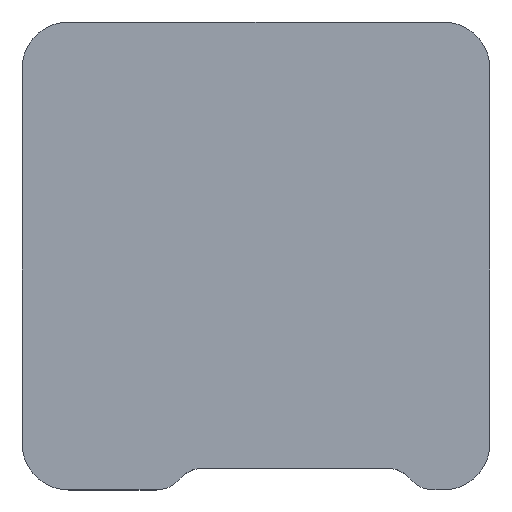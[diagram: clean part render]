
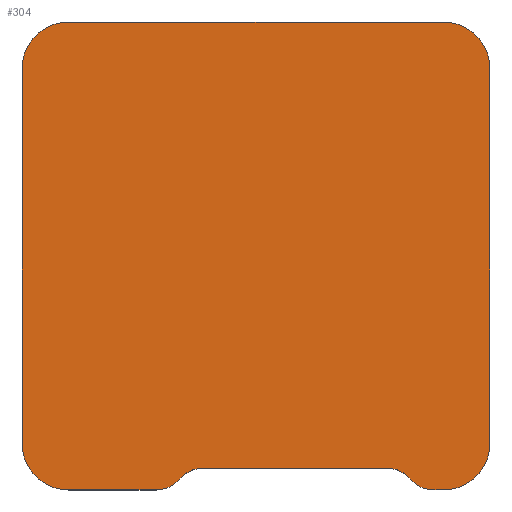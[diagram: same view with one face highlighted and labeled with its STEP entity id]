
A CAD part, top view. The second image highlights one B-rep face of the part: STEP entity #304.
In plain terms, the highlighted planar face has unit normal (0, 0, 1).
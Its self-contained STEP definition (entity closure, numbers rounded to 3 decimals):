
#26=PLANE('',#351);
#42=FACE_OUTER_BOUND('',#58,.T.);
#58=EDGE_LOOP('',(#267,#268,#269,#270,#271,#272,#273,#274,#275,#276,#277,
#278,#279,#280));
#63=LINE('',#471,#89);
#69=LINE('',#486,#95);
#72=LINE('',#501,#98);
#77=LINE('',#519,#103);
#82=LINE('',#531,#108);
#84=LINE('',#535,#110);
#89=VECTOR('',#375,10.);
#95=VECTOR('',#389,10.);
#98=VECTOR('',#406,10.);
#103=VECTOR('',#425,10.);
#108=VECTOR('',#438,10.);
#110=VECTOR('',#444,10.);
#111=CIRCLE('',#321,3.);
#113=CIRCLE('',#324,3.);
#115=CIRCLE('',#328,3.);
#118=CIRCLE('',#333,2.);
#119=CIRCLE('',#335,2.);
#122=CIRCLE('',#340,2.);
#123=CIRCLE('',#342,2.);
#125=CIRCLE('',#346,3.);
#127=VERTEX_POINT('',#452);
#128=VERTEX_POINT('',#453);
#131=VERTEX_POINT('',#461);
#132=VERTEX_POINT('',#462);
#135=VERTEX_POINT('',#470);
#137=VERTEX_POINT('',#476);
#140=VERTEX_POINT('',#483);
#142=VERTEX_POINT('',#489);
#143=VERTEX_POINT('',#494);
#145=VERTEX_POINT('',#500);
#148=VERTEX_POINT('',#508);
#149=VERTEX_POINT('',#512);
#151=VERTEX_POINT('',#518);
#153=VERTEX_POINT('',#524);
#155=EDGE_CURVE('',#127,#128,#111,.T.);
#159=EDGE_CURVE('',#131,#132,#113,.T.);
#163=EDGE_CURVE('',#135,#132,#63,.T.);
#166=EDGE_CURVE('',#135,#137,#115,.T.);
#171=EDGE_CURVE('',#140,#137,#69,.T.);
#174=EDGE_CURVE('',#140,#142,#118,.T.);
#175=EDGE_CURVE('',#142,#143,#119,.T.);
#178=EDGE_CURVE('',#145,#143,#72,.T.);
#182=EDGE_CURVE('',#145,#148,#122,.T.);
#184=EDGE_CURVE('',#148,#149,#123,.T.);
#187=EDGE_CURVE('',#151,#149,#77,.T.);
#190=EDGE_CURVE('',#151,#153,#125,.T.);
#194=EDGE_CURVE('',#127,#153,#82,.T.);
#196=EDGE_CURVE('',#131,#128,#84,.T.);
#267=ORIENTED_EDGE('',*,*,#155,.F.);
#268=ORIENTED_EDGE('',*,*,#194,.T.);
#269=ORIENTED_EDGE('',*,*,#190,.F.);
#270=ORIENTED_EDGE('',*,*,#187,.T.);
#271=ORIENTED_EDGE('',*,*,#184,.F.);
#272=ORIENTED_EDGE('',*,*,#182,.F.);
#273=ORIENTED_EDGE('',*,*,#178,.T.);
#274=ORIENTED_EDGE('',*,*,#175,.F.);
#275=ORIENTED_EDGE('',*,*,#174,.F.);
#276=ORIENTED_EDGE('',*,*,#171,.T.);
#277=ORIENTED_EDGE('',*,*,#166,.F.);
#278=ORIENTED_EDGE('',*,*,#163,.T.);
#279=ORIENTED_EDGE('',*,*,#159,.F.);
#280=ORIENTED_EDGE('',*,*,#196,.T.);
#304=ADVANCED_FACE('',(#42),#26,.T.);
#321=AXIS2_PLACEMENT_3D('',#454,#359,#360);
#324=AXIS2_PLACEMENT_3D('',#463,#367,#368);
#328=AXIS2_PLACEMENT_3D('',#477,#380,#381);
#333=AXIS2_PLACEMENT_3D('',#492,#395,#396);
#335=AXIS2_PLACEMENT_3D('',#495,#399,#400);
#340=AXIS2_PLACEMENT_3D('',#509,#413,#414);
#342=AXIS2_PLACEMENT_3D('',#513,#418,#419);
#346=AXIS2_PLACEMENT_3D('',#525,#430,#431);
#351=AXIS2_PLACEMENT_3D('',#536,#445,#446);
#359=DIRECTION('center_axis',(0.,0.,
-1.));
#360=DIRECTION('ref_axis',(0.707,0.707,0.));
#367=DIRECTION('center_axis',(0.,0.,
-1.));
#368=DIRECTION('ref_axis',(0.707,-0.707,0.));
#375=DIRECTION('',(1.,0.,0.));
#380=DIRECTION('center_axis',(0.,0.,
-1.));
#381=DIRECTION('ref_axis',(-0.707,-0.707,0.));
#389=DIRECTION('',(0.,-1.,0.));
#395=DIRECTION('center_axis',(0.,0.,
-1.));
#396=DIRECTION('ref_axis',(-0.3,0.954,0.));
#399=DIRECTION('center_axis',(0.,0.,
1.));
#400=DIRECTION('ref_axis',(0.908,-0.418,0.));
#406=DIRECTION('',(0.,-1.,0.));
#413=DIRECTION('center_axis',(0.,0.,
1.));
#414=DIRECTION('ref_axis',(0.908,0.418,0.));
#418=DIRECTION('center_axis',(0.,0.,
-1.));
#419=DIRECTION('ref_axis',(-0.3,-0.954,0.));
#425=DIRECTION('',(0.,-1.,0.));
#430=DIRECTION('center_axis',(0.,0.,
-1.));
#431=DIRECTION('ref_axis',(-0.707,0.707,0.));
#438=DIRECTION('',(-1.,0.,0.));
#444=DIRECTION('',(0.,1.,0.));
#445=DIRECTION('center_axis',(0.,0.,
1.));
#446=DIRECTION('ref_axis',(0.,-1.,0.));
#452=CARTESIAN_POINT('',(14.586,17.482,10.9));
#453=CARTESIAN_POINT('',(17.586,14.482,10.9));
#454=CARTESIAN_POINT('Origin',(14.586,14.482,10.9));
#461=CARTESIAN_POINT('',(17.586,-9.518,10.9));
#462=CARTESIAN_POINT('',(14.586,-12.518,10.9));
#463=CARTESIAN_POINT('Origin',(14.586,-9.518,10.9));
#470=CARTESIAN_POINT('',(-9.414,-12.518,10.9));
#471=CARTESIAN_POINT('',(17.586,-12.518,10.9));
#476=CARTESIAN_POINT('',(-12.414,-9.518,10.9));
#477=CARTESIAN_POINT('Origin',(-9.414,-9.518,10.9));
#483=CARTESIAN_POINT('',(-12.414,-8.926,10.9));
#486=CARTESIAN_POINT('',(-12.414,-12.518,10.9));
#489=CARTESIAN_POINT('',(-11.714,-7.406,10.9));
#492=CARTESIAN_POINT('Origin',(-10.414,-8.926,10.9));
#494=CARTESIAN_POINT('',(-11.014,-5.886,10.9));
#495=CARTESIAN_POINT('Origin',(-13.014,-5.886,10.9));
#500=CARTESIAN_POINT('',(-11.014,5.85,10.9));
#501=CARTESIAN_POINT('',(-11.014,1.232,10.9));
#508=CARTESIAN_POINT('',(-11.714,7.37,10.9));
#509=CARTESIAN_POINT('Origin',(-13.014,5.85,10.9));
#512=CARTESIAN_POINT('',(-12.414,8.89,10.9));
#513=CARTESIAN_POINT('Origin',(-10.414,8.89,10.9));
#518=CARTESIAN_POINT('',(-12.414,14.482,10.9));
#519=CARTESIAN_POINT('',(-12.414,-12.518,10.9));
#524=CARTESIAN_POINT('',(-9.414,17.482,10.9));
#525=CARTESIAN_POINT('Origin',(-9.414,14.482,10.9));
#531=CARTESIAN_POINT('',(-12.414,17.482,10.9));
#535=CARTESIAN_POINT('',(17.586,17.482,10.9));
#536=CARTESIAN_POINT('Origin',(2.586,2.482,10.9));
